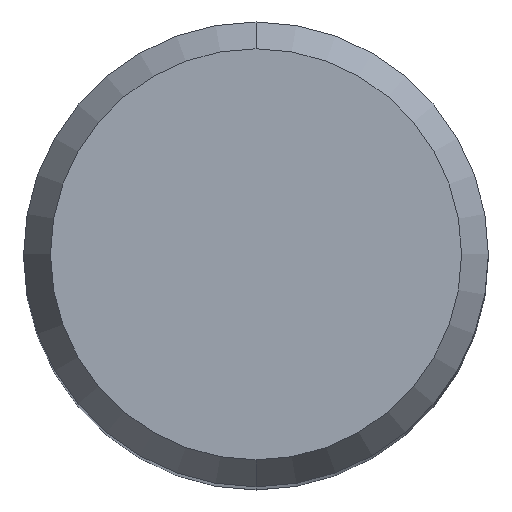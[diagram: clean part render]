
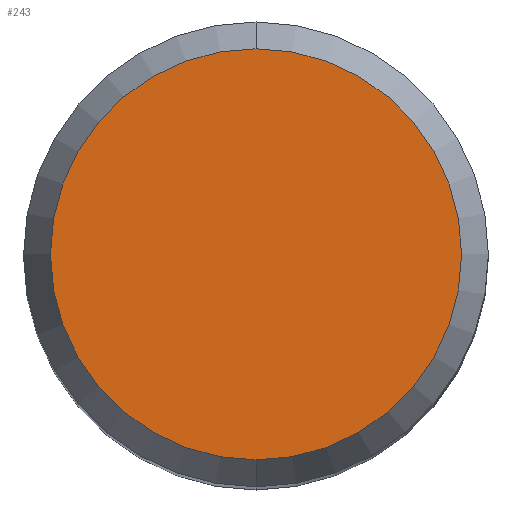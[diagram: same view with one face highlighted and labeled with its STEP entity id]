
A CAD part, top view. The second image highlights one B-rep face of the part: STEP entity #243.
In plain terms, the highlighted planar face has unit normal (0, 0, 1).
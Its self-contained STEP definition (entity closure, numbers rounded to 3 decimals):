
#197=VERTEX_POINT('',#488);
#213=EDGE_CURVE('',#333,#197,#506,.T.);
#243=ADVANCED_FACE('',(#539),#540,.T.);
#313=EDGE_CURVE('',#197,#333,#618,.T.);
#333=VERTEX_POINT('',#640);
#488=CARTESIAN_POINT('',(0.,-3.538,0.));
#506=CIRCLE('',#875,3.538);
#539=FACE_OUTER_BOUND('',#956,.T.);
#540=PLANE('',#957);
#618=CIRCLE('',#1083,3.538);
#640=CARTESIAN_POINT('',(0.0,3.538,0.));
#875=AXIS2_PLACEMENT_3D('',#1420,#1421,#1422);
#956=EDGE_LOOP('',(#1463,#1464));
#957=AXIS2_PLACEMENT_3D('',#1465,#1466,#1467);
#1083=AXIS2_PLACEMENT_3D('',#1559,#1560,#1561);
#1420=CARTESIAN_POINT('',(0.0,0.0,0.));
#1421=DIRECTION('',(0.0,0.0,-1.0));
#1422=DIRECTION('',(0.0,1.0,0.0));
#1463=ORIENTED_EDGE('',*,*,#213,.F.);
#1464=ORIENTED_EDGE('',*,*,#313,.F.);
#1465=CARTESIAN_POINT('',(0.0,1.769,0.));
#1466=DIRECTION('',(-0.0,0.0,1.0));
#1467=DIRECTION('',(0.0,-1.0,0.0));
#1559=CARTESIAN_POINT('',(0.0,0.0,0.));
#1560=DIRECTION('',(0.0,0.0,-1.0));
#1561=DIRECTION('',(0.0,1.0,0.0));
